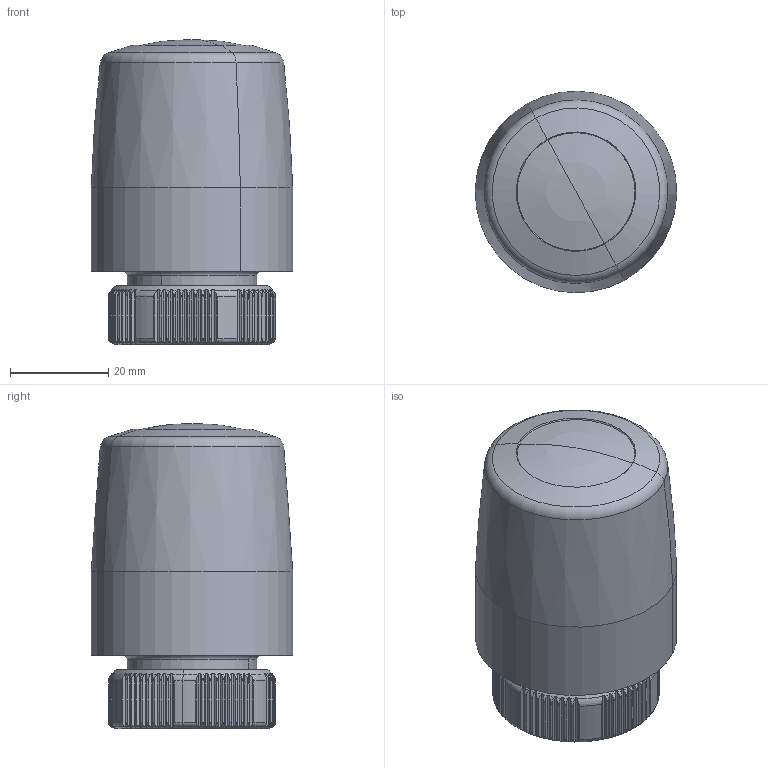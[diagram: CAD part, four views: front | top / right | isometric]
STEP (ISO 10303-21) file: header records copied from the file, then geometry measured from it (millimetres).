
FILE_DESCRIPTION(('CATIA V5 STEP Exchange','CAx-IF Rec.Pracs.--- Model Styling and Organization---1.5--- 2016-08-15','CAx-IF Rec.Pracs.---Supplemental Geometry---1.0---2011-11-01','CAx-IF Rec.Pracs.--- Composite Materials ---3.4---2017-06-13','CAx-IF Rec.Pracs.---Tessellated 3D Geometry---1.0---2015-12-17'),'2;1');
FILE_NAME('STEP_656112_-_TST.stp','2025-05-29T13:01:27+00:00',('none'),('none'),'CATIA Version 5-6 Release 2020 SP5','CATIA V5 STEP AP242 v2','none');
FILE_SCHEMA(('AP242_MANAGED_MODEL_BASED_3D_ENGINEERING_MIM_LF {1 0 10303 442 1 1 4}'));
Length unit declared in the file: millimetre
Products named in the file (1): 656112 - TST
Bounding box: 40.99 x 40.99 x 62.08 mm (x, y, z)
Volume: 69088.9 mm3; surface area: 10371.1 mm2
Topology: 1 solids, 1 shells, 365 faces, 1162 edges, 799 vertices
Faces by surface type: cylinder 126, torus 116, plane 111, cone 6, sphere 4, revolution 2
Entity records: 13796 total; most frequent: CARTESIAN_POINT 5470, ORIENTED_EDGE 2320, EDGE_CURVE 1160, DIRECTION 878, VERTEX_POINT 799, B_SPLINE_CURVE_WITH_KNOTS 760, AXIS2_PLACEMENT_3D 400, EDGE_LOOP 367
